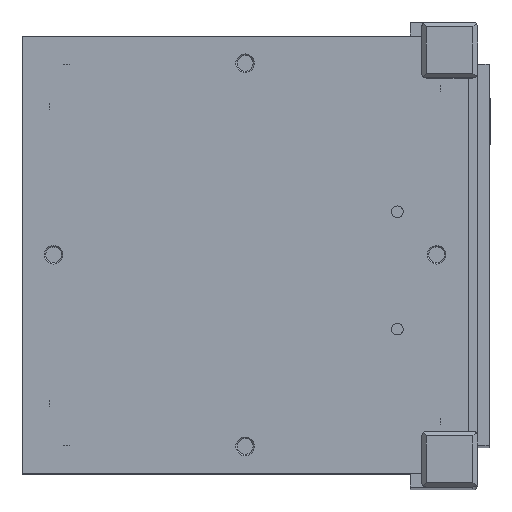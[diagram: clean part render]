
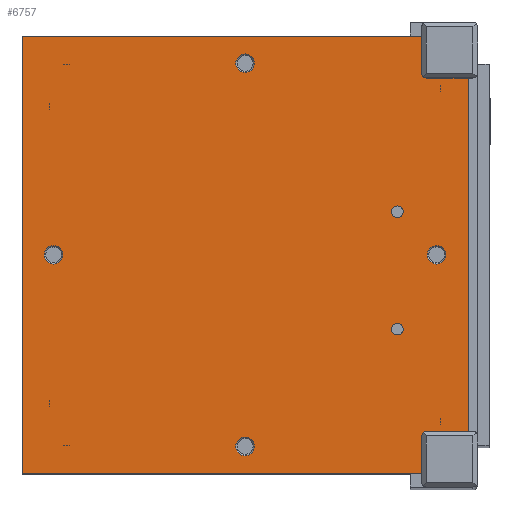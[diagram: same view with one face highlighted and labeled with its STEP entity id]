
A CAD part, top view. The second image highlights one B-rep face of the part: STEP entity #6757.
In plain terms, the highlighted planar face has unit normal (0, 0, 1).
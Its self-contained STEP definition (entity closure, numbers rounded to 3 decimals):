
#6757=ADVANCED_FACE('',(#16953,#16954,#16955,#16956,#16957,#16958,#16959),
#8246,.T.);
#8246=PLANE('',#41769);
#11836=LINE('',#62176,#15712);
#11842=LINE('',#62193,#15718);
#11864=LINE('',#62242,#15740);
#11867=LINE('',#62250,#15743);
#15712=VECTOR('',#50815,1.);
#15718=VECTOR('',#50827,1.);
#15740=VECTOR('',#50863,1.);
#15743=VECTOR('',#50872,1.);
#16953=FACE_BOUND('',#19634,.T.);
#16954=FACE_BOUND('',#19635,.T.);
#16955=FACE_BOUND('',#19636,.T.);
#16956=FACE_BOUND('',#19637,.T.);
#16957=FACE_BOUND('',#19638,.T.);
#16958=FACE_BOUND('',#19639,.T.);
#16959=FACE_BOUND('',#19640,.T.);
#19634=EDGE_LOOP('',(#28499));
#19635=EDGE_LOOP('',(#28500));
#19636=EDGE_LOOP('',(#28501));
#19637=EDGE_LOOP('',(#28502));
#19638=EDGE_LOOP('',(#28503));
#19639=EDGE_LOOP('',(#28504));
#19640=EDGE_LOOP('',(#28505,#28506,#28507,#28508));
#28499=ORIENTED_EDGE('',*,*,#37627,.T.);
#28500=ORIENTED_EDGE('',*,*,#37628,.T.);
#28501=ORIENTED_EDGE('',*,*,#37629,.T.);
#28502=ORIENTED_EDGE('',*,*,#37630,.T.);
#28503=ORIENTED_EDGE('',*,*,#37631,.T.);
#28504=ORIENTED_EDGE('',*,*,#37632,.T.);
#28505=ORIENTED_EDGE('',*,*,#37619,.T.);
#28506=ORIENTED_EDGE('',*,*,#37587,.T.);
#28507=ORIENTED_EDGE('',*,*,#37624,.T.);
#28508=ORIENTED_EDGE('',*,*,#37595,.T.);
#32760=VERTEX_POINT('',#62175);
#32761=VERTEX_POINT('',#62177);
#32768=VERTEX_POINT('',#62192);
#32769=VERTEX_POINT('',#62194);
#32791=VERTEX_POINT('',#62256);
#32792=VERTEX_POINT('',#62258);
#32793=VERTEX_POINT('',#62260);
#32794=VERTEX_POINT('',#62262);
#32795=VERTEX_POINT('',#62264);
#32796=VERTEX_POINT('',#62266);
#37587=EDGE_CURVE('',#32761,#32760,#11836,.T.);
#37595=EDGE_CURVE('',#32769,#32768,#11842,.T.);
#37619=EDGE_CURVE('',#32768,#32761,#11864,.T.);
#37624=EDGE_CURVE('',#32760,#32769,#11867,.T.);
#37627=EDGE_CURVE('',#32791,#32791,#39090,.T.);
#37628=EDGE_CURVE('',#32792,#32792,#39091,.T.);
#37629=EDGE_CURVE('',#32793,#32793,#39092,.T.);
#37630=EDGE_CURVE('',#32794,#32794,#39093,.T.);
#37631=EDGE_CURVE('',#32795,#32795,#39094,.T.);
#37632=EDGE_CURVE('',#32796,#32796,#39095,.T.);
#39090=CIRCLE('',#41763,1.25);
#39091=CIRCLE('',#41764,1.25);
#39092=CIRCLE('',#41765,2.);
#39093=CIRCLE('',#41766,2.);
#39094=CIRCLE('',#41767,2.);
#39095=CIRCLE('',#41768,2.);
#41763=AXIS2_PLACEMENT_3D('',#62255,#50879,#50880);
#41764=AXIS2_PLACEMENT_3D('',#62257,#50881,#50882);
#41765=AXIS2_PLACEMENT_3D('',#62259,#50883,#50884);
#41766=AXIS2_PLACEMENT_3D('',#62261,#50885,#50886);
#41767=AXIS2_PLACEMENT_3D('',#62263,#50887,#50888);
#41768=AXIS2_PLACEMENT_3D('',#62265,#50889,#50890);
#41769=AXIS2_PLACEMENT_3D('',#62267,#50891,#50892);
#50815=DIRECTION('',(1.,0.,0.));
#50827=DIRECTION('',(-1.,0.,0.));
#50863=DIRECTION('',(0.,-1.,0.));
#50872=DIRECTION('',(0.,1.,0.));
#50879=DIRECTION('',(0.,0.,-1.));
#50880=DIRECTION('',(-1.,0.,0.));
#50881=DIRECTION('',(0.,0.,-1.));
#50882=DIRECTION('',(-1.,0.,0.));
#50883=DIRECTION('',(0.,0.,-1.));
#50884=DIRECTION('',(1.,0.,0.));
#50885=DIRECTION('',(0.,0.,-1.));
#50886=DIRECTION('',(1.,0.,0.));
#50887=DIRECTION('',(0.,0.,-1.));
#50888=DIRECTION('',(1.,0.,0.));
#50889=DIRECTION('',(0.,0.,-1.));
#50890=DIRECTION('',(1.,0.,0.));
#50891=DIRECTION('',(0.,0.,1.));
#50892=DIRECTION('',(1.,0.,0.));
#62175=CARTESIAN_POINT('',(47.,-48.,6.));
#62176=CARTESIAN_POINT('',(-47.,-48.,6.));
#62177=CARTESIAN_POINT('',(-47.,-48.,6.));
#62192=CARTESIAN_POINT('',(-47.,48.,6.));
#62193=CARTESIAN_POINT('',(47.,48.,6.));
#62194=CARTESIAN_POINT('',(47.,48.,6.));
#62242=CARTESIAN_POINT('',(-47.,48.,6.));
#62250=CARTESIAN_POINT('',(47.,-48.,6.));
#62255=CARTESIAN_POINT('',(9.25,-32.75,6.));
#62256=CARTESIAN_POINT('',(8.,-32.75,6.));
#62257=CARTESIAN_POINT('',(-16.,-32.75,6.));
#62258=CARTESIAN_POINT('',(-17.25,-32.75,6.));
#62259=CARTESIAN_POINT('',(41.2,0.,6.));
#62260=CARTESIAN_POINT('',(43.2,0.,6.));
#62261=CARTESIAN_POINT('',(0.,41.2,6.));
#62262=CARTESIAN_POINT('',(2.,41.2,6.));
#62263=CARTESIAN_POINT('',(0.,-41.2,6.));
#62264=CARTESIAN_POINT('',(2.,-41.2,6.));
#62265=CARTESIAN_POINT('',(-41.2,0.,6.));
#62266=CARTESIAN_POINT('',(-39.2,0.,6.));
#62267=CARTESIAN_POINT('',(0.,0.,6.));
